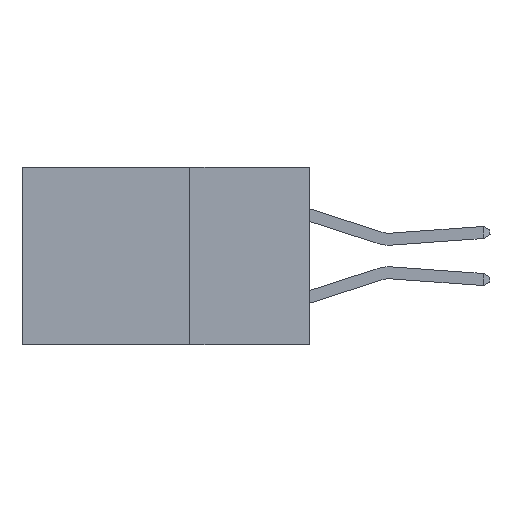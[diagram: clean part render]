
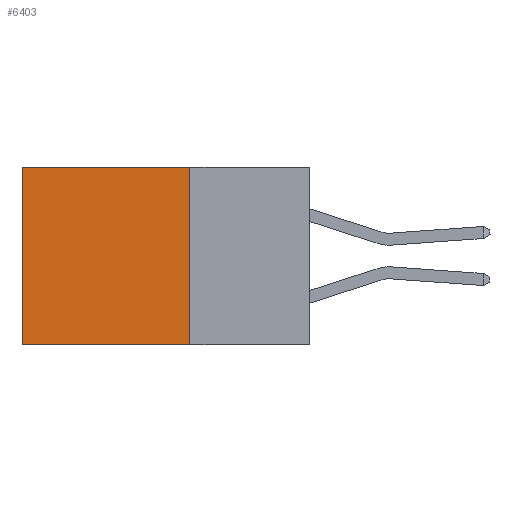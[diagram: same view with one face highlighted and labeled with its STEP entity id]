
A CAD part, left-side view. The second image highlights one B-rep face of the part: STEP entity #6403.
In plain terms, the highlighted planar face has unit normal (-1, 0, 0).
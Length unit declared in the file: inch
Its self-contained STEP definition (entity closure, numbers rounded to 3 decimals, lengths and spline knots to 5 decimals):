
#173 = LINE ( 'NONE', #8776, #9235 ) ;
#190 = VECTOR ( 'NONE', #10806, 39.37008 ) ;
#471 = CARTESIAN_POINT ( 'NONE',  ( 0.2615, 0.6, -0.37 ) ) ;
#947 = CARTESIAN_POINT ( 'NONE',  ( 0.2615, 0.25, -0.37 ) ) ;
#1384 = FACE_OUTER_BOUND ( 'NONE', #7444, .T. ) ;
#1540 = CARTESIAN_POINT ( 'NONE',  ( 0.2615, 0.25, -0.37 ) ) ;
#1682 = VERTEX_POINT ( 'NONE', #4276 ) ;
#1920 = LINE ( 'NONE', #9608, #10727 ) ;
#2752 = DIRECTION ( 'NONE',  ( 0., 0., -1. ) ) ;
#2835 = ORIENTED_EDGE ( 'NONE', *, *, #6516, .T. ) ;
#2948 = LINE ( 'NONE', #1540, #7232 ) ;
#2975 = LINE ( 'NONE', #471, #190 ) ;
#3152 = CARTESIAN_POINT ( 'NONE',  ( 0.2615, 0.25, -0.37 ) ) ;
#4028 = DIRECTION ( 'NONE',  ( 0., 0., -1. ) ) ;
#4239 = DIRECTION ( 'NONE',  ( 0., 1., 0. ) ) ;
#4276 = CARTESIAN_POINT ( 'NONE',  ( 0.2615, 0.6, 0. ) ) ;
#4507 = DIRECTION ( 'NONE',  ( 0., 1., 0. ) ) ;
#5913 = ORIENTED_EDGE ( 'NONE', *, *, #10955, .F. ) ;
#6403 = ADVANCED_FACE ( 'NONE', ( #1384 ), #8262, .F. ) ;
#6516 = EDGE_CURVE ( 'NONE', #1682, #10702, #2975, .T. ) ;
#7232 = VECTOR ( 'NONE', #4239, 39.37008 ) ;
#7257 = AXIS2_PLACEMENT_3D ( 'NONE', #3152, #9126, #4028 ) ;
#7261 = VERTEX_POINT ( 'NONE', #9221 ) ;
#7444 = EDGE_LOOP ( 'NONE', ( #2835, #5913, #8186, #8285 ) ) ;
#7655 = VERTEX_POINT ( 'NONE', #947 ) ;
#8186 = ORIENTED_EDGE ( 'NONE', *, *, #9239, .F. ) ;
#8262 = PLANE ( 'NONE',  #7257 ) ;
#8285 = ORIENTED_EDGE ( 'NONE', *, *, #10404, .T. ) ;
#8776 = CARTESIAN_POINT ( 'NONE',  ( 0.2615, 0.25, 0. ) ) ;
#9094 = CARTESIAN_POINT ( 'NONE',  ( 0.2615, 0.6, -0.37 ) ) ;
#9126 = DIRECTION ( 'NONE',  ( 1., 0., 0. ) ) ;
#9221 = CARTESIAN_POINT ( 'NONE',  ( 0.2615, 0.25, 0. ) ) ;
#9235 = VECTOR ( 'NONE', #4507, 39.37008 ) ;
#9239 = EDGE_CURVE ( 'NONE', #7261, #7655, #1920, .T. ) ;
#9608 = CARTESIAN_POINT ( 'NONE',  ( 0.2615, 0.25, -0.37 ) ) ;
#10404 = EDGE_CURVE ( 'NONE', #7261, #1682, #173, .T. ) ;
#10702 = VERTEX_POINT ( 'NONE', #9094 ) ;
#10727 = VECTOR ( 'NONE', #2752, 39.37008 ) ;
#10806 = DIRECTION ( 'NONE',  ( 0., 0., -1. ) ) ;
#10955 = EDGE_CURVE ( 'NONE', #7655, #10702, #2948, .T. ) ;
